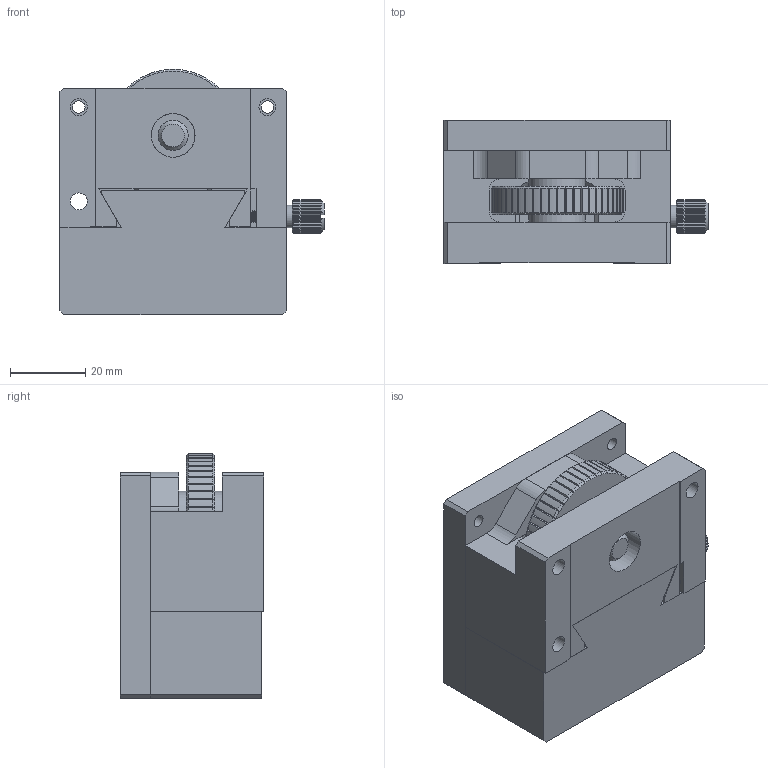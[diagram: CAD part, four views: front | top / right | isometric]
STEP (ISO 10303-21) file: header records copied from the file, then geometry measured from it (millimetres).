
FILE_DESCRIPTION (( 'STEP AP203' ), '1' );
FILE_NAME ('528811.STEP', '2024-10-15T06:52:49', ( 'Windows User' ), ( 'P R C' ), 'SwSTEP 2.0', 'SolidWorks 2020', '' );
FILE_SCHEMA (( 'CONFIG_CONTROL_DESIGN' ));
Length unit declared in the file: millimetre
Products named in the file (1): 528811
Bounding box: 70 x 38 x 65 mm (x, y, z)
Volume: 121147 mm3; surface area: 39839.9 mm2
Topology: 9 solids, 9 shells, 546 faces, 1417 edges, 896 vertices
Faces by surface type: plane 255, cylinder 168, cone 116, bspline 7
Full cylindrical faces by diameter (mm): 2.5 x8, 2.6 x1, 3.3 x10, 3.4 x5, 4.5 x3, 6 x6, 7 x1, 8 x5, 11.6 x6, 15 x2
Entity records: 26700 total; most frequent: CARTESIAN_POINT 14187, ORIENTED_EDGE 2690, DIRECTION 2336, EDGE_CURVE 1345, AXIS2_PLACEMENT_3D 926, VERTEX_POINT 882, EDGE_LOOP 669, FACE_OUTER_BOUND 593
